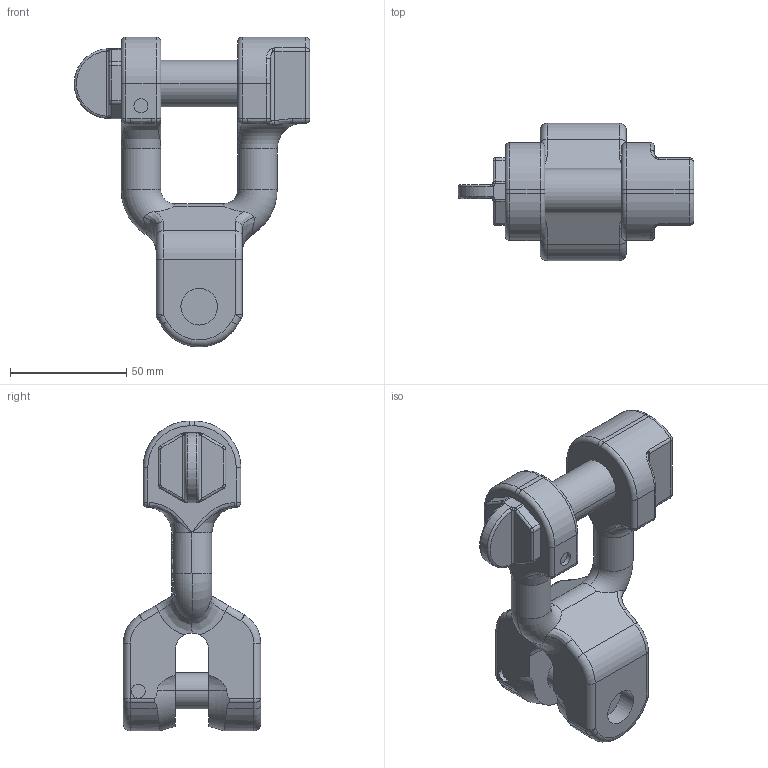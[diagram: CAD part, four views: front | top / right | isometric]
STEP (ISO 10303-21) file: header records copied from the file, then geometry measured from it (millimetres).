
FILE_DESCRIPTION((''),'2;1');
FILE_NAME('001-M31102-P-1','2020-07-21T',('anja.joas'),(''),'PRO/ENGINEER BY PARAMETRIC TECHNOLOGY CORPORATION, 2011490','PRO/ENGINEER BY PARAMETRIC TECHNOLOGY CORPORATION, 2011490','');
FILE_SCHEMA(('CONFIG_CONTROL_DESIGN'));
Length unit declared in the file: millimetre
Products named in the file (1): 001-M31102-P-1
Bounding box: 101.2 x 59 x 133 mm (x, y, z)
Volume: 185750.2 mm3; surface area: 33225.5 mm2
Topology: 1 solids, 1 shells, 542 faces, 1406 edges, 885 vertices
Faces by surface type: plane 338, cylinder 99, bspline 54, torus 37, sphere 14
Entity records: 18695 total; most frequent: CARTESIAN_POINT 6086, ORIENTED_EDGE 2812, DIRECTION 2340, EDGE_CURVE 1406, VERTEX_POINT 885, AXIS2_PLACEMENT_3D 786, VECTOR 768, LINE 768
